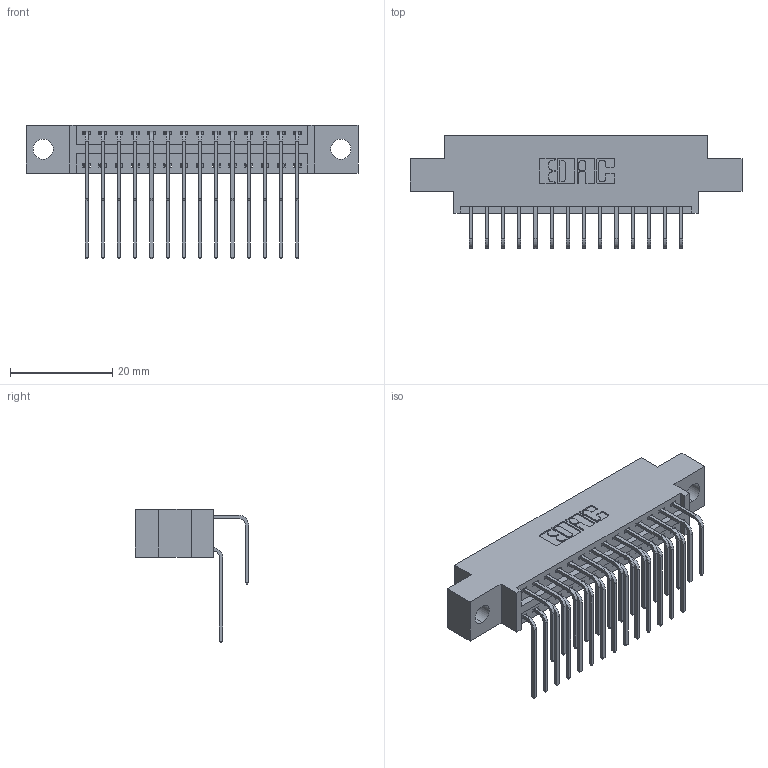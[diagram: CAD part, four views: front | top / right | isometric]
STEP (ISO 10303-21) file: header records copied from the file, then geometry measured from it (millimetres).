
FILE_DESCRIPTION (( 'STEP AP203' ), '1' );
FILE_NAME ('396-028-558-804.STEP', '2018-09-05T04:18:38', ( '' ), ( '' ), 'SwSTEP 2.0', 'SolidWorks 2016', '' );
FILE_SCHEMA (( 'CONFIG_CONTROL_DESIGN' ));
Length unit declared in the file: inch
Products named in the file (4): 346 Part_0.170 Offset - 0.156 Dia-TH; 345-292-001_558 559 Tail - 1; 345-292-001_558 Tail - 2; 396-028-558-804
Assembly tree (29 placements, depth 2):
  396-028-558-804
    346 Part_0.170 Offset - 0.156 Dia-TH
    345-292-001_558 559 Tail - 1  x14
    345-292-001_558 Tail - 2  x14
Bounding box: 65.02 x 22.16 x 26.16 mm (x, y, z)
Volume: 6042.2 mm3; surface area: 8633.2 mm2
Topology: 29 solids, 29 shells, 1638 faces, 4849 edges, 3194 vertices
Faces by surface type: plane 1116, cylinder 522
Entity records: 14825 total; most frequent: CARTESIAN_POINT 2535, ORIENTED_EDGE 2418, DIRECTION 2257, EDGE_CURVE 1209, LINE 981, VECTOR 981, VERTEX_POINT 802, AXIS2_PLACEMENT_3D 638
